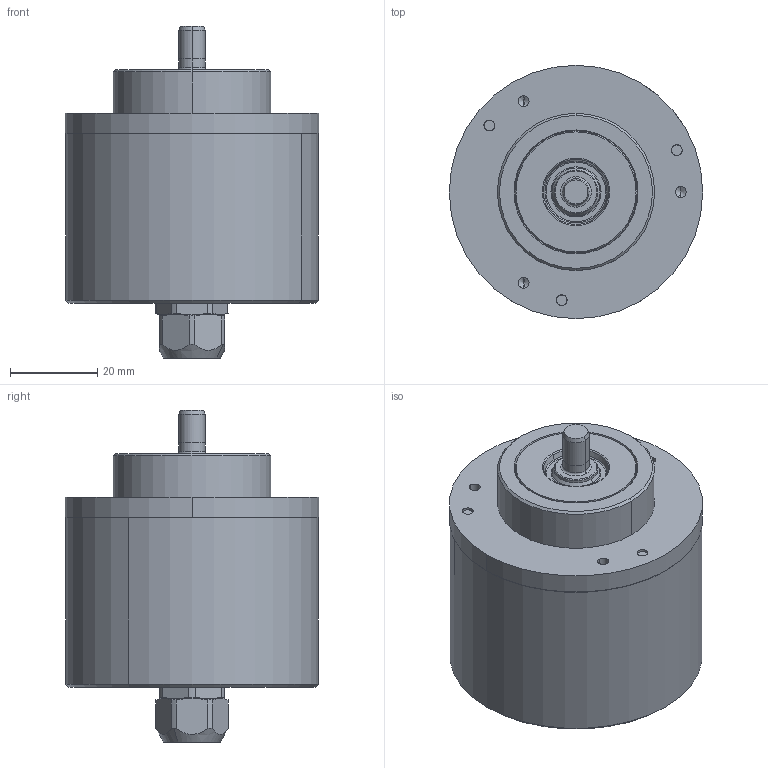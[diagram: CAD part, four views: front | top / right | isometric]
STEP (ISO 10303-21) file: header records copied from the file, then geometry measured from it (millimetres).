
FILE_DESCRIPTION((''),'2;1');
FILE_NAME('524742','2010-11-10T',('se2802'),(''),'PRO/ENGINEER BY PARAMETRIC TECHNOLOGY CORPORATION, 2010180','PRO/ENGINEER BY PARAMETRIC TECHNOLOGY CORPORATION, 2010180','');
FILE_SCHEMA(('CONFIG_CONTROL_DESIGN'));
Length unit declared in the file: millimetre
Products named in the file (1): 524742
Bounding box: 58 x 58 x 76 mm (x, y, z)
Volume: 69261.3 mm3; surface area: 37911.9 mm2
Topology: 1 solids, 2 shells, 1259 faces, 3560 edges, 2304 vertices
Faces by surface type: plane 402, cylinder 365, extrusion 324, cone 98, torus 64, sphere 6
Entity records: 46337 total; most frequent: CARTESIAN_POINT 14288, ORIENTED_EDGE 7104, DIRECTION 6042, EDGE_CURVE 3552, VERTEX_POINT 2304, AXIS2_PLACEMENT_3D 2149, VECTOR 1744, LINE 1420
